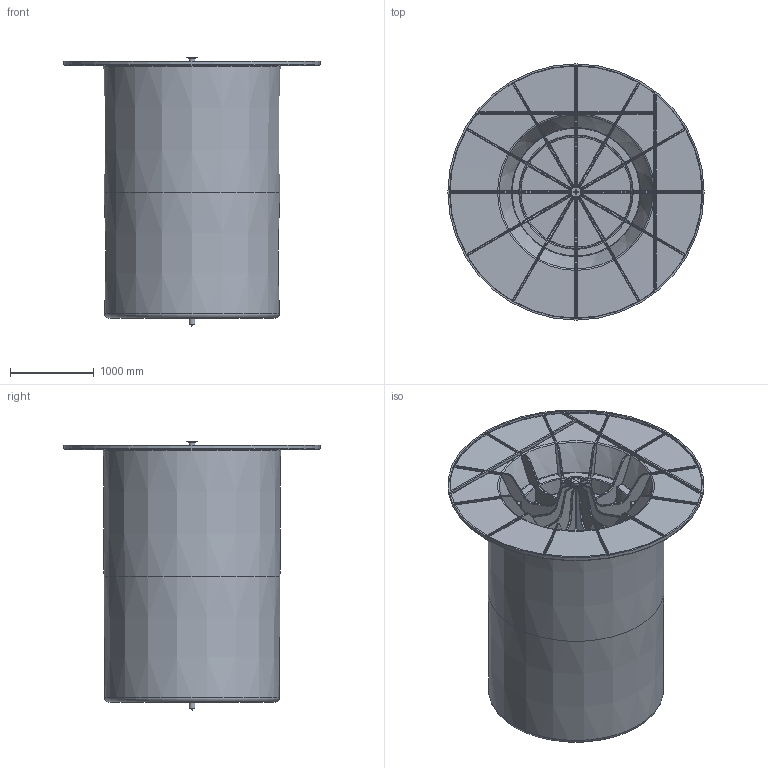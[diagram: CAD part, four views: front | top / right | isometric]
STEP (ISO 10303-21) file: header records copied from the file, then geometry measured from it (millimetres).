
FILE_DESCRIPTION(/* description */ (''),/* implementation_level */ '2;1');
FILE_NAME(/* name */ '21401.100X_3D.stp',/* time_stamp */ '2024-12-12T08:16:51+01:00',/* author */ ('CAD'),/* organization */ (''),/* preprocessor_version */ 'ST-DEVELOPER v20',/* originating_system */ 'AutoCAD Mechanical',/* authorisation */ '');
FILE_SCHEMA (('AUTOMOTIVE_DESIGN { 1 0 10303 214 3 1 1 }'));
Length unit declared in the file: centimetre
Products named in the file (2): Product; *S0
Assembly tree (1 placements, depth 2):
  Product
    *S0
Bounding box: 3050 x 3050 x 3213.12 mm (x, y, z)
Volume: 6979352174.9 mm3; surface area: 69083927.4 mm2
Topology: 4 solids, 4 shells, 1064 faces, 2475 edges, 1419 vertices
Faces by surface type: bspline 425, cylinder 296, plane 158, cone 74, torus 73, sphere 38
Full cylindrical faces by diameter (mm): 70 x1, 120 x1, 1520 x1
Entity records: 42398 total; most frequent: CARTESIAN_POINT 19905, ORIENTED_EDGE 4930, DIRECTION 4332, EDGE_CURVE 2465, AXIS2_PLACEMENT_3D 1828, VERTEX_POINT 1417, EDGE_LOOP 1078, FACE_OUTER_BOUND 1064
